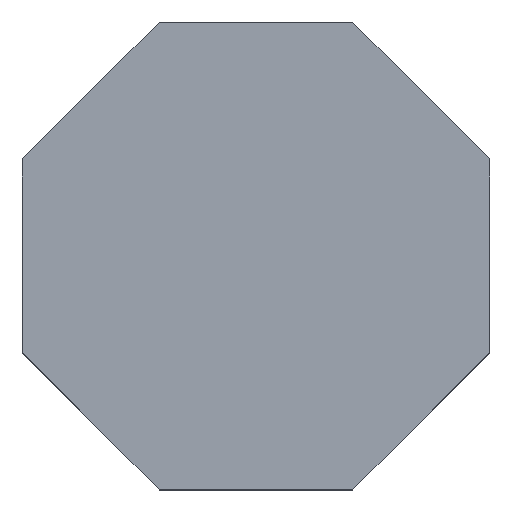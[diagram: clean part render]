
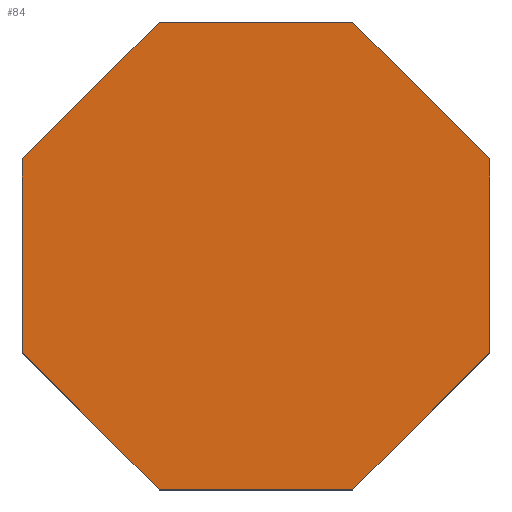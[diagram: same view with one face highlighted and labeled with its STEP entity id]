
A CAD part, top view. The second image highlights one B-rep face of the part: STEP entity #84.
In plain terms, the highlighted planar face has unit normal (0, 0, 1).
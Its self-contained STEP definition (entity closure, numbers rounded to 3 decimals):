
#1 = DIRECTION ( 'NONE',  ( 0.707, 0.707, 0. ) ) ;
#4 = CARTESIAN_POINT ( 'NONE',  ( 1.657, 4., 4.5 ) ) ;
#11 = VECTOR ( 'NONE', #294, 1000. ) ;
#12 = DIRECTION ( 'NONE',  ( 0., -1., 0. ) ) ;
#15 = CARTESIAN_POINT ( 'NONE',  ( -4., 1.657, 4.5 ) ) ;
#21 = EDGE_LOOP ( 'NONE', ( #130, #73, #161, #142, #333, #211, #52, #284 ) ) ;
#26 = DIRECTION ( 'NONE',  ( 0., 0., -1. ) ) ;
#38 = LINE ( 'NONE', #166, #238 ) ;
#39 = LINE ( 'NONE', #15, #180 ) ;
#44 = CARTESIAN_POINT ( 'NONE',  ( 4., -1.657, 4.5 ) ) ;
#52 = ORIENTED_EDGE ( 'NONE', *, *, #132, .T. ) ;
#56 = FACE_OUTER_BOUND ( 'NONE', #21, .T. ) ;
#69 = LINE ( 'NONE', #44, #170 ) ;
#70 = EDGE_CURVE ( 'NONE', #313, #210, #69, .T. ) ;
#73 = ORIENTED_EDGE ( 'NONE', *, *, #164, .T. ) ;
#83 = CARTESIAN_POINT ( 'NONE',  ( 4., 1.657, 4.5 ) ) ;
#84 = ADVANCED_FACE ( 'NONE', ( #56 ), #255, .F. ) ;
#91 = DIRECTION ( 'NONE',  ( -0.707, -0.707, 0. ) ) ;
#95 = CARTESIAN_POINT ( 'NONE',  ( 1.657, -4., 4.5 ) ) ;
#98 = EDGE_CURVE ( 'NONE', #163, #133, #280, .T. ) ;
#105 = DIRECTION ( 'NONE',  ( -1., 0., 0. ) ) ;
#107 = LINE ( 'NONE', #4, #279 ) ;
#108 = DIRECTION ( 'NONE',  ( -0.707, 0.707, 0. ) ) ;
#123 = VERTEX_POINT ( 'NONE', #257 ) ;
#126 = DIRECTION ( 'NONE',  ( 0.707, -0.707, 0. ) ) ;
#130 = ORIENTED_EDGE ( 'NONE', *, *, #168, .T. ) ;
#132 = EDGE_CURVE ( 'NONE', #123, #223, #107, .T. ) ;
#133 = VERTEX_POINT ( 'NONE', #206 ) ;
#134 = VECTOR ( 'NONE', #181, 1000. ) ;
#137 = CARTESIAN_POINT ( 'NONE',  ( 4., -1.657, 4.5 ) ) ;
#142 = ORIENTED_EDGE ( 'NONE', *, *, #217, .T. ) ;
#149 = EDGE_CURVE ( 'NONE', #210, #123, #178, .T. ) ;
#152 = CARTESIAN_POINT ( 'NONE',  ( -4., -1.657, 4.5 ) ) ;
#161 = ORIENTED_EDGE ( 'NONE', *, *, #98, .T. ) ;
#163 = VERTEX_POINT ( 'NONE', #152 ) ;
#164 = EDGE_CURVE ( 'NONE', #291, #163, #38, .T. ) ;
#166 = CARTESIAN_POINT ( 'NONE',  ( -4., -1.657, 4.5 ) ) ;
#168 = EDGE_CURVE ( 'NONE', #264, #291, #39, .T. ) ;
#170 = VECTOR ( 'NONE', #1, 1000. ) ;
#178 = LINE ( 'NONE', #83, #134 ) ;
#180 = VECTOR ( 'NONE', #91, 1000. ) ;
#181 = DIRECTION ( 'NONE',  ( 0., 1., 0. ) ) ;
#185 = LINE ( 'NONE', #189, #224 ) ;
#186 = VECTOR ( 'NONE', #126, 1000. ) ;
#188 = LINE ( 'NONE', #95, #11 ) ;
#189 = CARTESIAN_POINT ( 'NONE',  ( -1.657, 4., 4.5 ) ) ;
#192 = CARTESIAN_POINT ( 'NONE',  ( 1.657, -4., 4.5 ) ) ;
#196 = EDGE_CURVE ( 'NONE', #223, #264, #185, .T. ) ;
#206 = CARTESIAN_POINT ( 'NONE',  ( -1.657, -4., 4.5 ) ) ;
#210 = VERTEX_POINT ( 'NONE', #137 ) ;
#211 = ORIENTED_EDGE ( 'NONE', *, *, #149, .T. ) ;
#216 = CARTESIAN_POINT ( 'NONE',  ( -1.657, 4., 4.5 ) ) ;
#217 = EDGE_CURVE ( 'NONE', #133, #313, #188, .T. ) ;
#223 = VERTEX_POINT ( 'NONE', #295 ) ;
#224 = VECTOR ( 'NONE', #296, 1000. ) ;
#232 = CARTESIAN_POINT ( 'NONE',  ( 0., 0., 4.5 ) ) ;
#238 = VECTOR ( 'NONE', #12, 1000. ) ;
#246 = AXIS2_PLACEMENT_3D ( 'NONE', #232, #26, #105 ) ;
#255 = PLANE ( 'NONE',  #246 ) ;
#256 = CARTESIAN_POINT ( 'NONE',  ( -1.657, -4., 4.5 ) ) ;
#257 = CARTESIAN_POINT ( 'NONE',  ( 4., 1.657, 4.5 ) ) ;
#263 = CARTESIAN_POINT ( 'NONE',  ( -4., 1.657, 4.5 ) ) ;
#264 = VERTEX_POINT ( 'NONE', #216 ) ;
#279 = VECTOR ( 'NONE', #108, 1000. ) ;
#280 = LINE ( 'NONE', #256, #186 ) ;
#284 = ORIENTED_EDGE ( 'NONE', *, *, #196, .T. ) ;
#291 = VERTEX_POINT ( 'NONE', #263 ) ;
#294 = DIRECTION ( 'NONE',  ( 1., 0., 0. ) ) ;
#295 = CARTESIAN_POINT ( 'NONE',  ( 1.657, 4., 4.5 ) ) ;
#296 = DIRECTION ( 'NONE',  ( -1., 0., 0. ) ) ;
#313 = VERTEX_POINT ( 'NONE', #192 ) ;
#333 = ORIENTED_EDGE ( 'NONE', *, *, #70, .T. ) ;
